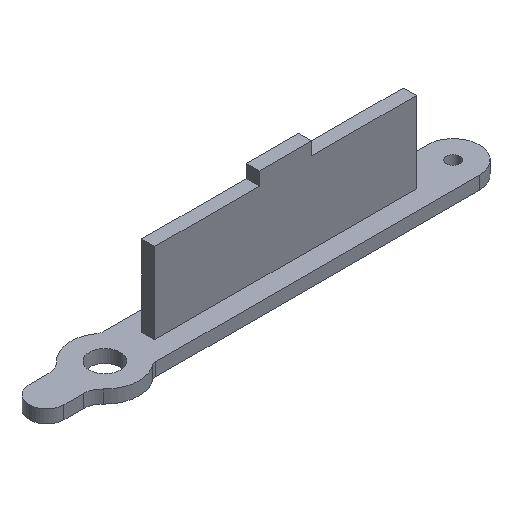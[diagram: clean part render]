
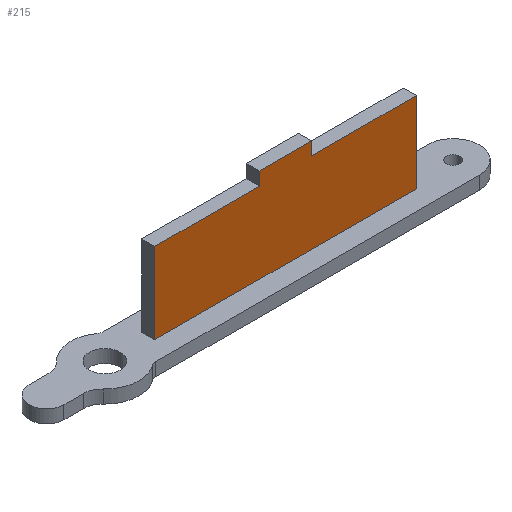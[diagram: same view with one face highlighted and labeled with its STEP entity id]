
A CAD part, isometric view. The second image highlights one B-rep face of the part: STEP entity #215.
In plain terms, the highlighted planar face has unit normal (0, -1, 0).
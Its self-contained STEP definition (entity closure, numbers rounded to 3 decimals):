
#3 = VECTOR ( 'NONE', #22, 1000. ) ;
#15 = FACE_OUTER_BOUND ( 'NONE', #179, .T. ) ;
#22 = DIRECTION ( 'NONE',  ( 1., 0., 0. ) ) ;
#25 = CARTESIAN_POINT ( 'NONE',  ( 70., -1.5, 3. ) ) ;
#43 = VECTOR ( 'NONE', #422, 1000. ) ;
#53 = EDGE_CURVE ( 'NONE', #478, #320, #596, .T. ) ;
#61 = LINE ( 'NONE', #121, #448 ) ;
#88 = LINE ( 'NONE', #395, #3 ) ;
#121 = CARTESIAN_POINT ( 'NONE',  ( 46., -1.5, 24.55 ) ) ;
#128 = CARTESIAN_POINT ( 'NONE',  ( 34., -1.5, 24.55 ) ) ;
#139 = DIRECTION ( 'NONE',  ( 1., 0., 0. ) ) ;
#142 = CARTESIAN_POINT ( 'NONE',  ( 10., -1.5, 21.55 ) ) ;
#179 = EDGE_LOOP ( 'NONE', ( #242, #405, #948, #509, #528, #935, #871, #366 ) ) ;
#189 = LINE ( 'NONE', #199, #342 ) ;
#194 = CARTESIAN_POINT ( 'NONE',  ( 10., -1.5, 3. ) ) ;
#199 = CARTESIAN_POINT ( 'NONE',  ( 70., -1.5, 21.55 ) ) ;
#204 = DIRECTION ( 'NONE',  ( 0., 0., -1. ) ) ;
#215 = ADVANCED_FACE ( 'NONE', ( #15 ), #844, .F. ) ;
#240 = EDGE_CURVE ( 'NONE', #320, #952, #825, .T. ) ;
#242 = ORIENTED_EDGE ( 'NONE', *, *, #240, .T. ) ;
#271 = EDGE_CURVE ( 'NONE', #650, #432, #88, .T. ) ;
#287 = CARTESIAN_POINT ( 'NONE',  ( 70., -1.5, 21.55 ) ) ;
#306 = LINE ( 'NONE', #287, #594 ) ;
#320 = VERTEX_POINT ( 'NONE', #194 ) ;
#322 = VECTOR ( 'NONE', #543, 1000. ) ;
#324 = CARTESIAN_POINT ( 'NONE',  ( 70., -1.5, 3. ) ) ;
#328 = CARTESIAN_POINT ( 'NONE',  ( 70., -1.5, 21.55 ) ) ;
#342 = VECTOR ( 'NONE', #419, 1000. ) ;
#366 = ORIENTED_EDGE ( 'NONE', *, *, #53, .T. ) ;
#372 = EDGE_CURVE ( 'NONE', #432, #952, #189, .T. ) ;
#395 = CARTESIAN_POINT ( 'NONE',  ( 70., -1.5, 21.55 ) ) ;
#400 = DIRECTION ( 'NONE',  ( 0., 1., 0. ) ) ;
#405 = ORIENTED_EDGE ( 'NONE', *, *, #372, .F. ) ;
#411 = VERTEX_POINT ( 'NONE', #782 ) ;
#419 = DIRECTION ( 'NONE',  ( 0., 0., -1. ) ) ;
#422 = DIRECTION ( 'NONE',  ( 1., 0., 0. ) ) ;
#432 = VERTEX_POINT ( 'NONE', #328 ) ;
#439 = DIRECTION ( 'NONE',  ( 0., 0., -1. ) ) ;
#448 = VECTOR ( 'NONE', #204, 1000. ) ;
#459 = CARTESIAN_POINT ( 'NONE',  ( 10., -1.5, 21.55 ) ) ;
#476 = CARTESIAN_POINT ( 'NONE',  ( 34., -1.5, 24.55 ) ) ;
#478 = VERTEX_POINT ( 'NONE', #459 ) ;
#509 = ORIENTED_EDGE ( 'NONE', *, *, #749, .F. ) ;
#518 = EDGE_CURVE ( 'NONE', #478, #411, #306, .T. ) ;
#528 = ORIENTED_EDGE ( 'NONE', *, *, #876, .F. ) ;
#538 = CARTESIAN_POINT ( 'NONE',  ( 70., -1.5, 21.55 ) ) ;
#543 = DIRECTION ( 'NONE',  ( 0., 0., -1. ) ) ;
#594 = VECTOR ( 'NONE', #139, 1000. ) ;
#596 = LINE ( 'NONE', #142, #820 ) ;
#598 = AXIS2_PLACEMENT_3D ( 'NONE', #538, #400, #692 ) ;
#633 = CARTESIAN_POINT ( 'NONE',  ( 46., -1.5, 24.55 ) ) ;
#650 = VERTEX_POINT ( 'NONE', #852 ) ;
#684 = CARTESIAN_POINT ( 'NONE',  ( 34., -1.5, 24.55 ) ) ;
#692 = DIRECTION ( 'NONE',  ( -1., 0., 0. ) ) ;
#720 = VECTOR ( 'NONE', #835, 1000. ) ;
#749 = EDGE_CURVE ( 'NONE', #783, #650, #61, .T. ) ;
#776 = LINE ( 'NONE', #684, #322 ) ;
#782 = CARTESIAN_POINT ( 'NONE',  ( 34., -1.5, 21.55 ) ) ;
#783 = VERTEX_POINT ( 'NONE', #633 ) ;
#801 = LINE ( 'NONE', #128, #43 ) ;
#820 = VECTOR ( 'NONE', #439, 1000. ) ;
#825 = LINE ( 'NONE', #324, #720 ) ;
#835 = DIRECTION ( 'NONE',  ( 1., 0., 0. ) ) ;
#844 = PLANE ( 'NONE',  #598 ) ;
#852 = CARTESIAN_POINT ( 'NONE',  ( 46., -1.5, 21.55 ) ) ;
#871 = ORIENTED_EDGE ( 'NONE', *, *, #518, .F. ) ;
#876 = EDGE_CURVE ( 'NONE', #941, #783, #801, .T. ) ;
#935 = ORIENTED_EDGE ( 'NONE', *, *, #951, .T. ) ;
#941 = VERTEX_POINT ( 'NONE', #476 ) ;
#948 = ORIENTED_EDGE ( 'NONE', *, *, #271, .F. ) ;
#951 = EDGE_CURVE ( 'NONE', #941, #411, #776, .T. ) ;
#952 = VERTEX_POINT ( 'NONE', #25 ) ;
